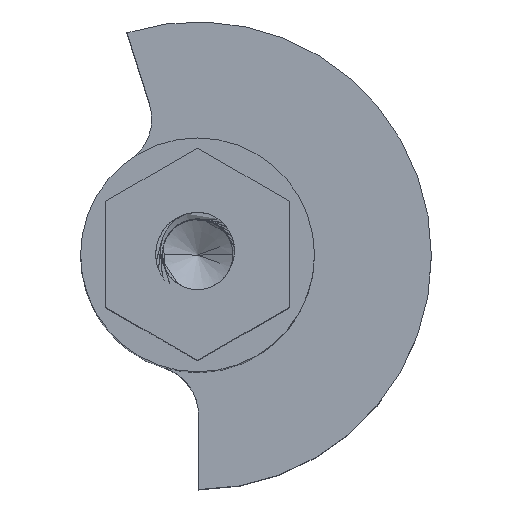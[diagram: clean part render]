
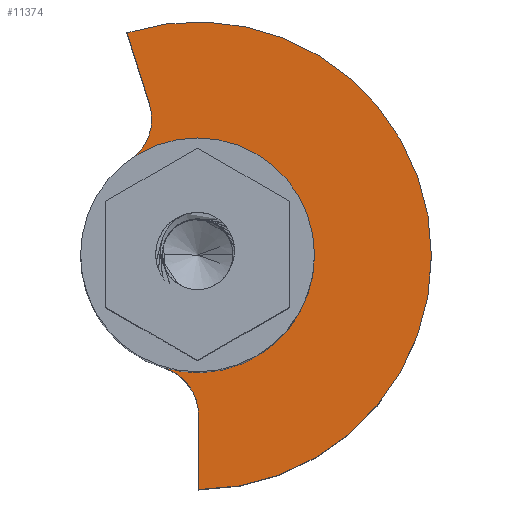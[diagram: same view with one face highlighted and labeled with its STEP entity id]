
A CAD part, top view. The second image highlights one B-rep face of the part: STEP entity #11374.
In plain terms, the highlighted planar face has unit normal (0, 0, 1).
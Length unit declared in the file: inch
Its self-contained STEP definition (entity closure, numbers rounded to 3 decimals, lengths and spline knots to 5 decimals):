
#183 = VECTOR ( 'NONE', #3960, 39.37008 ) ;
#189 = AXIS2_PLACEMENT_3D ( 'NONE', #6706, #1098, #11452 ) ;
#412 = CIRCLE ( 'NONE', #11236, 0.27559 ) ;
#529 = VECTOR ( 'NONE', #10387, 39.37008 ) ;
#557 = EDGE_CURVE ( 'NONE', #12001, #11366, #10499, .T. ) ;
#889 = VERTEX_POINT ( 'NONE', #7966 ) ;
#1003 = AXIS2_PLACEMENT_3D ( 'NONE', #11046, #3589, #6487 ) ;
#1098 = DIRECTION ( 'NONE',  ( 0., 0., 1. ) ) ;
#1165 = VERTEX_POINT ( 'NONE', #7303 ) ;
#1381 = CIRCLE ( 'NONE', #189, 0.27559 ) ;
#1549 = ORIENTED_EDGE ( 'NONE', *, *, #5374, .F. ) ;
#1821 = ORIENTED_EDGE ( 'NONE', *, *, #6185, .T. ) ;
#1864 = CARTESIAN_POINT ( 'NONE',  ( -0.11342, 0.35803, 0. ) ) ;
#2003 = LINE ( 'NONE', #9459, #529 ) ;
#2628 = DIRECTION ( 'NONE',  ( 1., 0., 0. ) ) ;
#2940 = EDGE_CURVE ( 'NONE', #1165, #7103, #1381, .T. ) ;
#2967 = ORIENTED_EDGE ( 'NONE', *, *, #9118, .T. ) ;
#3278 = AXIS2_PLACEMENT_3D ( 'NONE', #9949, #5276, #4346 ) ;
#3484 = AXIS2_PLACEMENT_3D ( 'NONE', #11051, #7294, #7469 ) ;
#3559 = DIRECTION ( 'NONE',  ( 0., 0., 1. ) ) ;
#3589 = DIRECTION ( 'NONE',  ( 0., 0., 1. ) ) ;
#3651 = ORIENTED_EDGE ( 'NONE', *, *, #4387, .T. ) ;
#3749 = CIRCLE ( 'NONE', #11041, 0.55118 ) ;
#3779 = ORIENTED_EDGE ( 'NONE', *, *, #2940, .F. ) ;
#3960 = DIRECTION ( 'NONE',  ( 0.302, -0.953, 0. ) ) ;
#4346 = DIRECTION ( 'NONE',  ( 1., 0., 0. ) ) ;
#4387 = EDGE_CURVE ( 'NONE', #11366, #5933, #10425, .T. ) ;
#4502 = CARTESIAN_POINT ( 'NONE',  ( 0., 0., 0. ) ) ;
#4548 = CARTESIAN_POINT ( 'NONE',  ( 0.27559, 0., 0. ) ) ;
#4704 = ORIENTED_EDGE ( 'NONE', *, *, #557, .T. ) ;
#4893 = EDGE_CURVE ( 'NONE', #11772, #11096, #3749, .T. ) ;
#4919 = CIRCLE ( 'NONE', #1003, 0.55118 ) ;
#5128 = CARTESIAN_POINT ( 'NONE',  ( 0.55118, 0., 0. ) ) ;
#5276 = DIRECTION ( 'NONE',  ( 0., 0., -1. ) ) ;
#5374 = EDGE_CURVE ( 'NONE', #7103, #5933, #412, .T. ) ;
#5490 = DIRECTION ( 'NONE',  ( 1., 0., 0. ) ) ;
#5933 = VERTEX_POINT ( 'NONE', #9573 ) ;
#6185 = EDGE_CURVE ( 'NONE', #11096, #12001, #4919, .T. ) ;
#6487 = DIRECTION ( 'NONE',  ( 1., 0., 0. ) ) ;
#6706 = CARTESIAN_POINT ( 'NONE',  ( 0., 0., 0. ) ) ;
#7103 = VERTEX_POINT ( 'NONE', #4548 ) ;
#7200 = CARTESIAN_POINT ( 'NONE',  ( 0.00256, -0.55118, 0. ) ) ;
#7294 = DIRECTION ( 'NONE',  ( 0., 0., 1. ) ) ;
#7303 = CARTESIAN_POINT ( 'NONE',  ( -0.08089, -0.26345, 0. ) ) ;
#7355 = FACE_OUTER_BOUND ( 'NONE', #12162, .T. ) ;
#7469 = DIRECTION ( 'NONE',  ( 1., 0., 0. ) ) ;
#7966 = CARTESIAN_POINT ( 'NONE',  ( 0.00256, -0.37636, 0. ) ) ;
#8251 = ORIENTED_EDGE ( 'NONE', *, *, #4893, .T. ) ;
#8723 = EDGE_CURVE ( 'NONE', #889, #11772, #2003, .T. ) ;
#8752 = ORIENTED_EDGE ( 'NONE', *, *, #8723, .T. ) ;
#8842 = DIRECTION ( 'NONE',  ( 1., 0., 0. ) ) ;
#8993 = CIRCLE ( 'NONE', #3278, 0.11811 ) ;
#9096 = DIRECTION ( 'NONE',  ( 0., 0., -1. ) ) ;
#9118 = EDGE_CURVE ( 'NONE', #1165, #889, #8993, .T. ) ;
#9306 = DIRECTION ( 'NONE',  ( 0., 0., 1. ) ) ;
#9459 = CARTESIAN_POINT ( 'NONE',  ( 0.00256, -0.00807, 0. ) ) ;
#9511 = CARTESIAN_POINT ( 'NONE',  ( 0.00256, -0.00807, 0. ) ) ;
#9573 = CARTESIAN_POINT ( 'NONE',  ( -0.15821, 0.22565, 0. ) ) ;
#9949 = CARTESIAN_POINT ( 'NONE',  ( -0.11555, -0.37636, 0. ) ) ;
#10243 = PLANE ( 'NONE',  #3484 ) ;
#10387 = DIRECTION ( 'NONE',  ( 0., -1., 0. ) ) ;
#10425 = CIRCLE ( 'NONE', #11412, 0.11811 ) ;
#10499 = LINE ( 'NONE', #9511, #183 ) ;
#11014 = CARTESIAN_POINT ( 'NONE',  ( 0., 0., 0. ) ) ;
#11041 = AXIS2_PLACEMENT_3D ( 'NONE', #11014, #3559, #2628 ) ;
#11046 = CARTESIAN_POINT ( 'NONE',  ( 0., 0., 0. ) ) ;
#11051 = CARTESIAN_POINT ( 'NONE',  ( 0., 0., 0. ) ) ;
#11096 = VERTEX_POINT ( 'NONE', #5128 ) ;
#11236 = AXIS2_PLACEMENT_3D ( 'NONE', #4502, #9306, #5490 ) ;
#11366 = VERTEX_POINT ( 'NONE', #1864 ) ;
#11374 = ADVANCED_FACE ( 'NONE', ( #7355 ), #10243, .T. ) ;
#11412 = AXIS2_PLACEMENT_3D ( 'NONE', #11820, #9096, #8842 ) ;
#11452 = DIRECTION ( 'NONE',  ( 1., 0., 0. ) ) ;
#11772 = VERTEX_POINT ( 'NONE', #7200 ) ;
#11820 = CARTESIAN_POINT ( 'NONE',  ( -0.22602, 0.32236, 0. ) ) ;
#12001 = VERTEX_POINT ( 'NONE', #12020 ) ;
#12020 = CARTESIAN_POINT ( 'NONE',  ( -0.16646, 0.52545, 0. ) ) ;
#12162 = EDGE_LOOP ( 'NONE', ( #3779, #2967, #8752, #8251, #1821, #4704, #3651, #1549 ) ) ;
